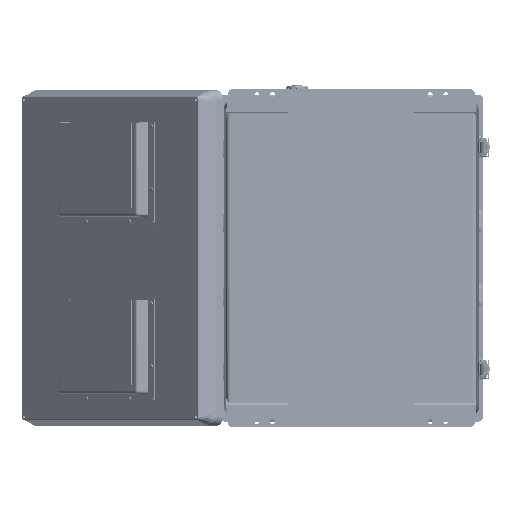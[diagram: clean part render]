
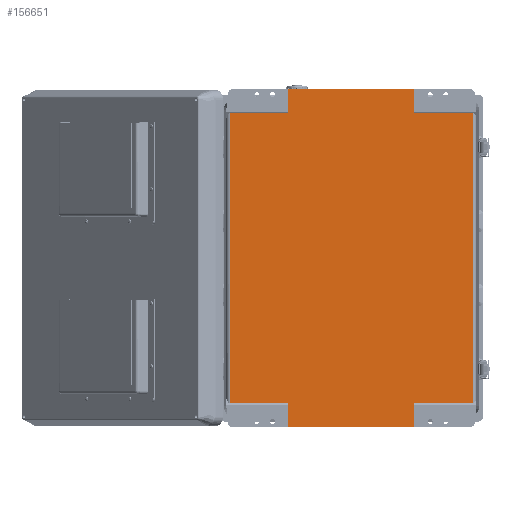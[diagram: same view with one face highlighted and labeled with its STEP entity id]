
A CAD part, front view. The second image highlights one B-rep face of the part: STEP entity #156651.
In plain terms, the highlighted planar face has unit normal (0, -1, 0).
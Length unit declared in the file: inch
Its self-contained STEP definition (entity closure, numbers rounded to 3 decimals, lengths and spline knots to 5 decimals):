
#1839 = VERTEX_POINT ( 'NONE', #79533 ) ;
#1960 = VECTOR ( 'NONE', #127272, 39.37008 ) ;
#2205 = DIRECTION ( 'NONE',  ( 1., 0., 0. ) ) ;
#3090 = EDGE_CURVE ( 'NONE', #190057, #90553, #56618, .T. ) ;
#4476 = CARTESIAN_POINT ( 'NONE',  ( -3.995, 0., 10.75 ) ) ;
#7595 = ORIENTED_EDGE ( 'NONE', *, *, #139920, .T. ) ;
#13063 = VERTEX_POINT ( 'NONE', #44536 ) ;
#13791 = VERTEX_POINT ( 'NONE', #4476 ) ;
#15140 = DIRECTION ( 'NONE',  ( 0., -1., 0. ) ) ;
#16544 = CARTESIAN_POINT ( 'NONE',  ( -7.69183, 0., -9.2134 ) ) ;
#17833 = EDGE_CURVE ( 'NONE', #118815, #190057, #114043, .T. ) ;
#19576 = CARTESIAN_POINT ( 'NONE',  ( -7.69183, 0., -9.2134 ) ) ;
#21119 = ORIENTED_EDGE ( 'NONE', *, *, #66586, .F. ) ;
#21421 = LINE ( 'NONE', #44344, #105642 ) ;
#29624 = LINE ( 'NONE', #192757, #163785 ) ;
#31973 = VERTEX_POINT ( 'NONE', #81991 ) ;
#35880 = EDGE_CURVE ( 'NONE', #1839, #13791, #21421, .T. ) ;
#36606 = CARTESIAN_POINT ( 'NONE',  ( -7.69183, 0., 9.2134 ) ) ;
#39901 = EDGE_CURVE ( 'NONE', #13063, #148058, #213305, .T. ) ;
#44344 = CARTESIAN_POINT ( 'NONE',  ( -3.995, 0., -9.3875 ) ) ;
#44536 = CARTESIAN_POINT ( 'NONE',  ( -3.995, 0., -10.75 ) ) ;
#44560 = EDGE_CURVE ( 'NONE', #134272, #13791, #29624, .T. ) ;
#46373 = DIRECTION ( 'NONE',  ( 0., 0., 1. ) ) ;
#47476 = ORIENTED_EDGE ( 'NONE', *, *, #39901, .F. ) ;
#52030 = LINE ( 'NONE', #163048, #57304 ) ;
#56618 = LINE ( 'NONE', #175143, #146154 ) ;
#57304 = VECTOR ( 'NONE', #62277, 39.37008 ) ;
#57464 = CARTESIAN_POINT ( 'NONE',  ( -7.3875, 0., 9.2134 ) ) ;
#61966 = ORIENTED_EDGE ( 'NONE', *, *, #3090, .T. ) ;
#62277 = DIRECTION ( 'NONE',  ( 0., 0., 1. ) ) ;
#65263 = LINE ( 'NONE', #19576, #104776 ) ;
#65365 = VECTOR ( 'NONE', #175154, 39.37008 ) ;
#66586 = EDGE_CURVE ( 'NONE', #148058, #89188, #146512, .T. ) ;
#73169 = ORIENTED_EDGE ( 'NONE', *, *, #191791, .T. ) ;
#79533 = CARTESIAN_POINT ( 'NONE',  ( -3.995, 0., 9.2134 ) ) ;
#81991 = CARTESIAN_POINT ( 'NONE',  ( 7.69183, 0., 9.2134 ) ) ;
#86806 = CARTESIAN_POINT ( 'NONE',  ( 3.995, 0., -10.75 ) ) ;
#87664 = CARTESIAN_POINT ( 'NONE',  ( -7.3875, 0., -9.2134 ) ) ;
#89188 = VERTEX_POINT ( 'NONE', #16544 ) ;
#90553 = VERTEX_POINT ( 'NONE', #110593 ) ;
#90768 = EDGE_LOOP ( 'NONE', ( #61966, #73169, #7595, #153905, #147435, #201873, #210459, #143183, #21119, #47476, #201167, #122218 ) ) ;
#95176 = DIRECTION ( 'NONE',  ( 0., 0., 1. ) ) ;
#98776 = LINE ( 'NONE', #126550, #127652 ) ;
#99024 = EDGE_CURVE ( 'NONE', #104542, #89188, #65263, .T. ) ;
#104542 = VERTEX_POINT ( 'NONE', #36606 ) ;
#104776 = VECTOR ( 'NONE', #171028, 39.37008 ) ;
#105642 = VECTOR ( 'NONE', #95176, 39.37008 ) ;
#108866 = CARTESIAN_POINT ( 'NONE',  ( 3.995, 0., 10.75 ) ) ;
#108927 = DIRECTION ( 'NONE',  ( -1., 0., 0. ) ) ;
#110405 = CARTESIAN_POINT ( 'NONE',  ( 4.83175, 0., -10.75 ) ) ;
#110593 = CARTESIAN_POINT ( 'NONE',  ( 7.69183, 0., -9.2134 ) ) ;
#114043 = LINE ( 'NONE', #130249, #148127 ) ;
#115520 = DIRECTION ( 'NONE',  ( 0., 0., 1. ) ) ;
#117579 = DIRECTION ( 'NONE',  ( 1., 0., 0. ) ) ;
#118815 = VERTEX_POINT ( 'NONE', #86806 ) ;
#119161 = VECTOR ( 'NONE', #2205, 39.37008 ) ;
#122218 = ORIENTED_EDGE ( 'NONE', *, *, #17833, .T. ) ;
#126550 = CARTESIAN_POINT ( 'NONE',  ( 7.69183, 0., 9.2134 ) ) ;
#127272 = DIRECTION ( 'NONE',  ( -1., 0., 0. ) ) ;
#127652 = VECTOR ( 'NONE', #210442, 39.37008 ) ;
#130249 = CARTESIAN_POINT ( 'NONE',  ( 3.995, 0., -9.3875 ) ) ;
#132741 = DIRECTION ( 'NONE',  ( 0., 0., -1. ) ) ;
#134272 = VERTEX_POINT ( 'NONE', #108866 ) ;
#137611 = DIRECTION ( 'NONE',  ( -1., 0., 0. ) ) ;
#139317 = CARTESIAN_POINT ( 'NONE',  ( -3.995, 0., -9.2134 ) ) ;
#139773 = CARTESIAN_POINT ( 'NONE',  ( 3.995, 0., -9.2134 ) ) ;
#139920 = EDGE_CURVE ( 'NONE', #31973, #217551, #189047, .T. ) ;
#143183 = ORIENTED_EDGE ( 'NONE', *, *, #99024, .T. ) ;
#146154 = VECTOR ( 'NONE', #117579, 39.37008 ) ;
#146512 = LINE ( 'NONE', #87664, #180732 ) ;
#147435 = ORIENTED_EDGE ( 'NONE', *, *, #44560, .T. ) ;
#148058 = VERTEX_POINT ( 'NONE', #139317 ) ;
#148127 = VECTOR ( 'NONE', #46373, 39.37008 ) ;
#149226 = CARTESIAN_POINT ( 'NONE',  ( -3.995, 0., -9.3875 ) ) ;
#153905 = ORIENTED_EDGE ( 'NONE', *, *, #174134, .T. ) ;
#156651 = ADVANCED_FACE ( 'NONE', ( #210000 ), #199732, .T. ) ;
#163048 = CARTESIAN_POINT ( 'NONE',  ( 3.995, 0., -9.3875 ) ) ;
#163678 = EDGE_CURVE ( 'NONE', #118815, #13063, #186138, .T. ) ;
#163785 = VECTOR ( 'NONE', #108927, 39.37008 ) ;
#168475 = VECTOR ( 'NONE', #115520, 39.37008 ) ;
#171028 = DIRECTION ( 'NONE',  ( 0., 0., -1. ) ) ;
#174134 = EDGE_CURVE ( 'NONE', #217551, #134272, #52030, .T. ) ;
#175143 = CARTESIAN_POINT ( 'NONE',  ( -7.3875, 0., -9.2134 ) ) ;
#175154 = DIRECTION ( 'NONE',  ( -1., 0., 0. ) ) ;
#180732 = VECTOR ( 'NONE', #137611, 39.37008 ) ;
#186138 = LINE ( 'NONE', #110405, #1960 ) ;
#189047 = LINE ( 'NONE', #57464, #65365 ) ;
#190057 = VERTEX_POINT ( 'NONE', #139773 ) ;
#191791 = EDGE_CURVE ( 'NONE', #90553, #31973, #98776, .T. ) ;
#192757 = CARTESIAN_POINT ( 'NONE',  ( 4.83175, 0., 10.75 ) ) ;
#195656 = AXIS2_PLACEMENT_3D ( 'NONE', #216688, #15140, #132741 ) ;
#199732 = PLANE ( 'NONE',  #195656 ) ;
#200124 = CARTESIAN_POINT ( 'NONE',  ( 3.995, 0., 9.2134 ) ) ;
#201167 = ORIENTED_EDGE ( 'NONE', *, *, #163678, .F. ) ;
#201873 = ORIENTED_EDGE ( 'NONE', *, *, #35880, .F. ) ;
#203688 = CARTESIAN_POINT ( 'NONE',  ( -7.3875, 0., 9.2134 ) ) ;
#210000 = FACE_OUTER_BOUND ( 'NONE', #90768, .T. ) ;
#210442 = DIRECTION ( 'NONE',  ( 0., 0., 1. ) ) ;
#210459 = ORIENTED_EDGE ( 'NONE', *, *, #216023, .F. ) ;
#213305 = LINE ( 'NONE', #149226, #168475 ) ;
#213984 = LINE ( 'NONE', #203688, #119161 ) ;
#216023 = EDGE_CURVE ( 'NONE', #104542, #1839, #213984, .T. ) ;
#216688 = CARTESIAN_POINT ( 'NONE',  ( -7.3875, 0., -9.3875 ) ) ;
#217551 = VERTEX_POINT ( 'NONE', #200124 ) ;
